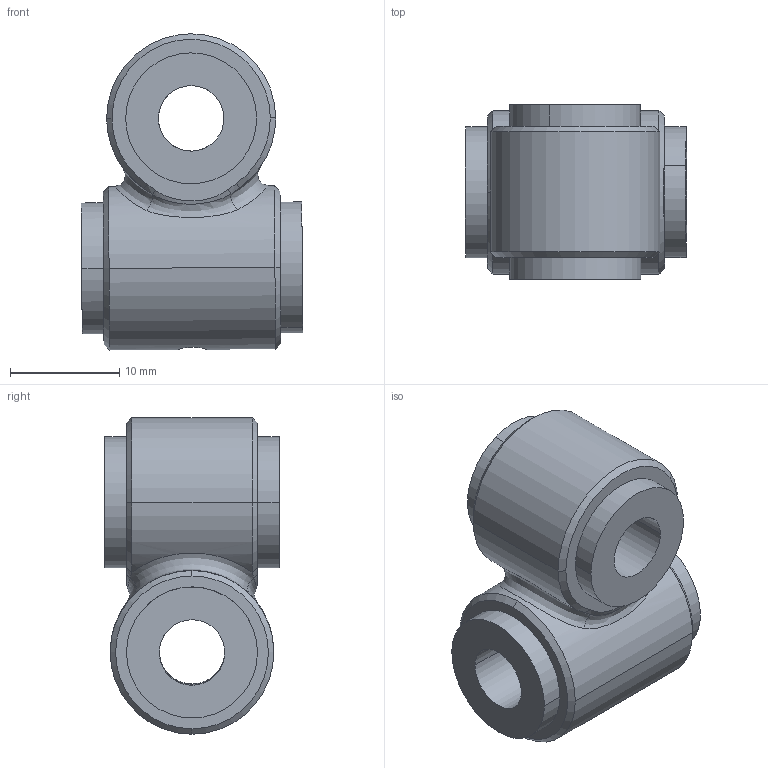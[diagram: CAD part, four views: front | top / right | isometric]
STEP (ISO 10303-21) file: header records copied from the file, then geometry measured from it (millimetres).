
FILE_DESCRIPTION (( 'STEP AP214' ), '1' );
FILE_NAME ('left_lin8.STEP', '2025-05-23T12:02:55', ( '' ), ( '' ), 'SwSTEP 2.0', 'SolidWorks 2022', '' );
FILE_SCHEMA (( 'AUTOMOTIVE_DESIGN' ));
Length unit declared in the file: millimetre
Products named in the file (1): left_lin8
Bounding box: 20.27 x 16 x 28.99 mm (x, y, z)
Volume: 4912.7 mm3; surface area: 4634 mm2
Topology: 5 solids, 5 shells, 81 faces, 180 edges, 114 vertices
Faces by surface type: cylinder 37, plane 20, cone 14, bspline 10
Entity records: 4533 total; most frequent: CARTESIAN_POINT 1746, DIRECTION 388, ORIENTED_EDGE 360, EDGE_CURVE 180, AXIS2_PLACEMENT_3D 162, VERTEX_POINT 114, EDGE_LOOP 100, CIRCLE 90
